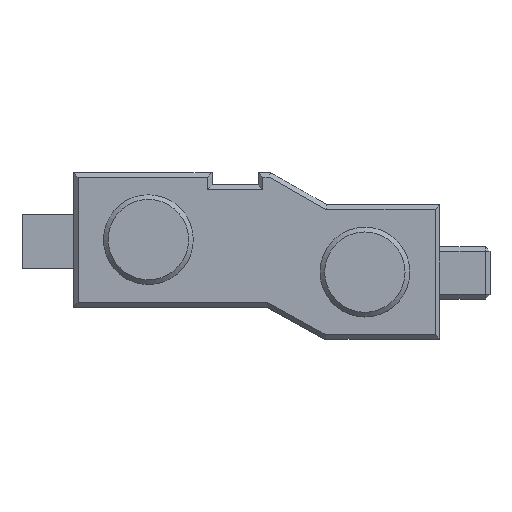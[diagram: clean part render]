
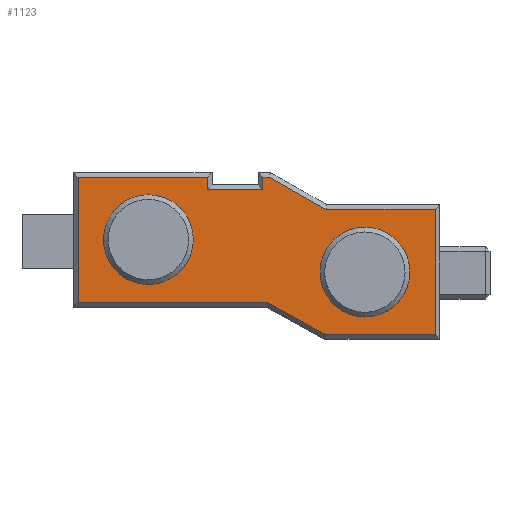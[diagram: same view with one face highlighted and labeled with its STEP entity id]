
A CAD part, top view. The second image highlights one B-rep face of the part: STEP entity #1123.
In plain terms, the highlighted planar face has unit normal (0, 0, 1).
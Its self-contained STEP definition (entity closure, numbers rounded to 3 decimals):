
#15=FACE_BOUND('',#159,.T.);
#16=FACE_BOUND('',#160,.T.);
#21=CIRCLE('',#1190,1.45);
#24=CIRCLE('',#1196,1.45);
#89=FACE_OUTER_BOUND('',#158,.T.);
#158=EDGE_LOOP('',(#952,#953,#954,#955,#956,#957,#958,#959,#960,#961,#962,
#963));
#159=EDGE_LOOP('',(#964));
#160=EDGE_LOOP('',(#965));
#277=LINE('',#1754,#422);
#281=LINE('',#1762,#426);
#284=LINE('',#1768,#429);
#287=LINE('',#1774,#432);
#290=LINE('',#1779,#435);
#292=LINE('',#1783,#437);
#294=LINE('',#1787,#439);
#296=LINE('',#1791,#441);
#298=LINE('',#1795,#443);
#300=LINE('',#1799,#445);
#302=LINE('',#1803,#447);
#305=LINE('',#1807,#450);
#422=VECTOR('',#1441,10.);
#426=VECTOR('',#1447,10.);
#429=VECTOR('',#1452,10.);
#432=VECTOR('',#1457,10.);
#435=VECTOR('',#1462,10.);
#437=VECTOR('',#1466,10.);
#439=VECTOR('',#1470,10.);
#441=VECTOR('',#1474,10.);
#443=VECTOR('',#1478,10.);
#445=VECTOR('',#1482,10.);
#447=VECTOR('',#1486,10.);
#450=VECTOR('',#1491,10.);
#523=VERTEX_POINT('',#1736);
#526=VERTEX_POINT('',#1747);
#527=VERTEX_POINT('',#1752);
#528=VERTEX_POINT('',#1753);
#531=VERTEX_POINT('',#1761);
#533=VERTEX_POINT('',#1767);
#535=VERTEX_POINT('',#1773);
#536=VERTEX_POINT('',#1778);
#537=VERTEX_POINT('',#1782);
#538=VERTEX_POINT('',#1786);
#539=VERTEX_POINT('',#1790);
#540=VERTEX_POINT('',#1794);
#541=VERTEX_POINT('',#1798);
#542=VERTEX_POINT('',#1802);
#653=EDGE_CURVE('',#523,#523,#21,.T.);
#658=EDGE_CURVE('',#526,#526,#24,.T.);
#659=EDGE_CURVE('',#527,#528,#277,.T.);
#663=EDGE_CURVE('',#528,#531,#281,.T.);
#666=EDGE_CURVE('',#531,#533,#284,.T.);
#669=EDGE_CURVE('',#533,#535,#287,.T.);
#672=EDGE_CURVE('',#535,#536,#290,.T.);
#674=EDGE_CURVE('',#536,#537,#292,.T.);
#676=EDGE_CURVE('',#537,#538,#294,.T.);
#678=EDGE_CURVE('',#538,#539,#296,.T.);
#680=EDGE_CURVE('',#539,#540,#298,.T.);
#682=EDGE_CURVE('',#540,#541,#300,.T.);
#684=EDGE_CURVE('',#541,#542,#302,.T.);
#687=EDGE_CURVE('',#542,#527,#305,.T.);
#952=ORIENTED_EDGE('',*,*,#659,.F.);
#953=ORIENTED_EDGE('',*,*,#687,.F.);
#954=ORIENTED_EDGE('',*,*,#684,.F.);
#955=ORIENTED_EDGE('',*,*,#682,.F.);
#956=ORIENTED_EDGE('',*,*,#680,.F.);
#957=ORIENTED_EDGE('',*,*,#678,.F.);
#958=ORIENTED_EDGE('',*,*,#676,.F.);
#959=ORIENTED_EDGE('',*,*,#674,.F.);
#960=ORIENTED_EDGE('',*,*,#672,.F.);
#961=ORIENTED_EDGE('',*,*,#669,.F.);
#962=ORIENTED_EDGE('',*,*,#666,.F.);
#963=ORIENTED_EDGE('',*,*,#663,.F.);
#964=ORIENTED_EDGE('',*,*,#653,.T.);
#965=ORIENTED_EDGE('',*,*,#658,.T.);
#1054=PLANE('',#1212);
#1123=ADVANCED_FACE('',(#89,#15,#16),#1054,.T.);
#1190=AXIS2_PLACEMENT_3D('',#1738,#1421,#1422);
#1196=AXIS2_PLACEMENT_3D('',#1749,#1435,#1436);
#1212=AXIS2_PLACEMENT_3D('',#1812,#1498,#1499);
#1421=DIRECTION('center_axis',(0.,0.,-1.));
#1422=DIRECTION('ref_axis',(1.,0.,0.));
#1435=DIRECTION('center_axis',(0.,0.,-1.));
#1436=DIRECTION('ref_axis',(1.,0.,0.));
#1441=DIRECTION('',(1.,0.,0.));
#1447=DIRECTION('',(0.869,-0.494,0.));
#1452=DIRECTION('',(1.,0.,0.));
#1457=DIRECTION('',(0.,-1.,0.));
#1462=DIRECTION('',(-1.,0.,0.));
#1466=DIRECTION('',(-0.875,0.484,0.));
#1470=DIRECTION('',(-1.,0.,0.));
#1474=DIRECTION('',(0.,1.,0.));
#1478=DIRECTION('',(1.,0.,0.));
#1482=DIRECTION('',(0.,-1.,0.));
#1486=DIRECTION('',(1.,0.,0.));
#1491=DIRECTION('',(0.,1.,0.));
#1498=DIRECTION('center_axis',(0.,0.,1.));
#1499=DIRECTION('ref_axis',(1.,0.,0.));
#1736=CARTESIAN_POINT('',(-4.05,5.75,1.85));
#1738=CARTESIAN_POINT('Origin',(-2.6,5.75,1.85));
#1747=CARTESIAN_POINT('',(2.95,4.7,1.85));
#1749=CARTESIAN_POINT('Origin',(4.4,4.7,1.85));
#1752=CARTESIAN_POINT('',(1.1,7.77,1.85));
#1753=CARTESIAN_POINT('',(1.31,7.77,1.85));
#1754=CARTESIAN_POINT('',(1.125,7.77,1.85));
#1761=CARTESIAN_POINT('',(3.14,6.73,1.85));
#1762=CARTESIAN_POINT('',(2.6,7.037,1.85));
#1767=CARTESIAN_POINT('',(6.67,6.73,1.85));
#1768=CARTESIAN_POINT('',(3.86,6.73,1.85));
#1773=CARTESIAN_POINT('',(6.67,2.68,1.85));
#1774=CARTESIAN_POINT('',(6.67,3.878,1.85));
#1778=CARTESIAN_POINT('',(3.144,2.68,1.85));
#1779=CARTESIAN_POINT('',(2.002,2.68,1.85));
#1782=CARTESIAN_POINT('',(1.264,3.72,1.85));
#1783=CARTESIAN_POINT('',(0.823,3.964,1.85));
#1786=CARTESIAN_POINT('',(-4.87,3.72,1.85));
#1787=CARTESIAN_POINT('',(-2.06,3.72,1.85));
#1790=CARTESIAN_POINT('',(-4.87,7.77,1.85));
#1791=CARTESIAN_POINT('',(-4.87,6.573,1.85));
#1794=CARTESIAN_POINT('',(-0.69,7.77,1.85));
#1795=CARTESIAN_POINT('',(0.18,7.77,1.85));
#1798=CARTESIAN_POINT('',(-0.69,7.37,1.85));
#1799=CARTESIAN_POINT('',(-0.69,6.373,1.85));
#1802=CARTESIAN_POINT('',(1.1,7.37,1.85));
#1803=CARTESIAN_POINT('',(0.925,7.37,1.85));
#1807=CARTESIAN_POINT('',(1.1,6.573,1.85));
#1812=CARTESIAN_POINT('Origin',(0.9,5.225,1.85));
